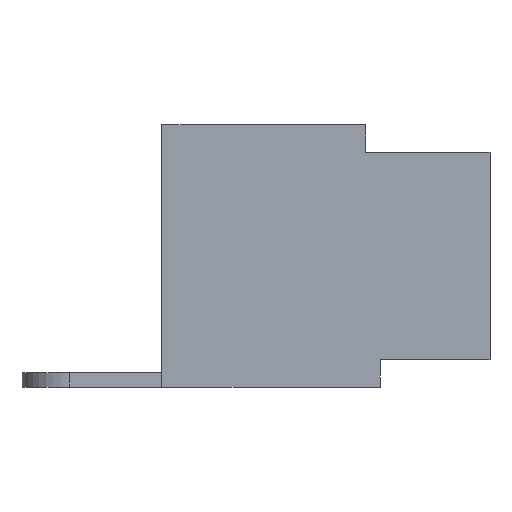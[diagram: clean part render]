
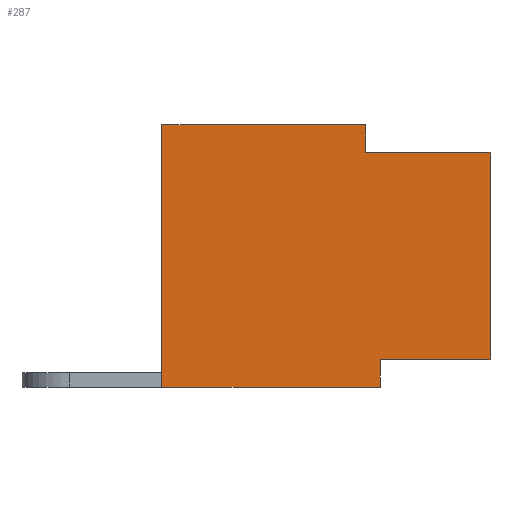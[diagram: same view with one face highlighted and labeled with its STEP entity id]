
A CAD part, front view. The second image highlights one B-rep face of the part: STEP entity #287.
In plain terms, the highlighted planar face has unit normal (0, -1, 0).
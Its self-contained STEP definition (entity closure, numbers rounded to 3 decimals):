
#253 = VERTEX_POINT('',#254);
#254 = CARTESIAN_POINT('',(19.3,-13.,0.));
#260 = EDGE_CURVE('',#253,#261,#263,.T.);
#261 = VERTEX_POINT('',#262);
#262 = CARTESIAN_POINT('',(19.3,-13.,54.9));
#263 = LINE('',#264,#265);
#264 = CARTESIAN_POINT('',(19.3,-13.,0.));
#265 = VECTOR('',#266,1.);
#266 = DIRECTION('',(0.,0.,1.));
#287 = ADVANCED_FACE('',(#288),#345,.T.);
#288 = FACE_BOUND('',#289,.T.);
#289 = EDGE_LOOP('',(#290,#298,#306,#314,#322,#330,#338,#344));
#290 = ORIENTED_EDGE('',*,*,#291,.T.);
#291 = EDGE_CURVE('',#253,#292,#294,.T.);
#292 = VERTEX_POINT('',#293);
#293 = CARTESIAN_POINT('',(65.,-13.,0.));
#294 = LINE('',#295,#296);
#295 = CARTESIAN_POINT('',(0.,-13.,0.));
#296 = VECTOR('',#297,1.);
#297 = DIRECTION('',(1.,0.,0.));
#298 = ORIENTED_EDGE('',*,*,#299,.T.);
#299 = EDGE_CURVE('',#292,#300,#302,.T.);
#300 = VERTEX_POINT('',#301);
#301 = CARTESIAN_POINT('',(65.,-13.,5.7));
#302 = LINE('',#303,#304);
#303 = CARTESIAN_POINT('',(65.,-13.,0.));
#304 = VECTOR('',#305,1.);
#305 = DIRECTION('',(0.,0.,1.));
#306 = ORIENTED_EDGE('',*,*,#307,.F.);
#307 = EDGE_CURVE('',#308,#300,#310,.T.);
#308 = VERTEX_POINT('',#309);
#309 = CARTESIAN_POINT('',(88.,-13.,5.7));
#310 = LINE('',#311,#312);
#311 = CARTESIAN_POINT('',(88.,-13.,5.7));
#312 = VECTOR('',#313,1.);
#313 = DIRECTION('',(-1.,0.,0.));
#314 = ORIENTED_EDGE('',*,*,#315,.F.);
#315 = EDGE_CURVE('',#316,#308,#318,.T.);
#316 = VERTEX_POINT('',#317);
#317 = CARTESIAN_POINT('',(88.,-13.,49.2));
#318 = LINE('',#319,#320);
#319 = CARTESIAN_POINT('',(88.,-13.,49.2));
#320 = VECTOR('',#321,1.);
#321 = DIRECTION('',(0.,0.,-1.));
#322 = ORIENTED_EDGE('',*,*,#323,.F.);
#323 = EDGE_CURVE('',#324,#316,#326,.T.);
#324 = VERTEX_POINT('',#325);
#325 = CARTESIAN_POINT('',(62.,-13.,49.2));
#326 = LINE('',#327,#328);
#327 = CARTESIAN_POINT('',(62.,-13.,49.2));
#328 = VECTOR('',#329,1.);
#329 = DIRECTION('',(1.,0.,0.));
#330 = ORIENTED_EDGE('',*,*,#331,.F.);
#331 = EDGE_CURVE('',#332,#324,#334,.T.);
#332 = VERTEX_POINT('',#333);
#333 = CARTESIAN_POINT('',(62.,-13.,54.9));
#334 = LINE('',#335,#336);
#335 = CARTESIAN_POINT('',(62.,-13.,54.9));
#336 = VECTOR('',#337,1.);
#337 = DIRECTION('',(0.,0.,-1.));
#338 = ORIENTED_EDGE('',*,*,#339,.F.);
#339 = EDGE_CURVE('',#261,#332,#340,.T.);
#340 = LINE('',#341,#342);
#341 = CARTESIAN_POINT('',(19.3,-13.,54.9));
#342 = VECTOR('',#343,1.);
#343 = DIRECTION('',(1.,0.,0.));
#344 = ORIENTED_EDGE('',*,*,#260,.F.);
#345 = PLANE('',#346);
#346 = AXIS2_PLACEMENT_3D('',#347,#348,#349);
#347 = CARTESIAN_POINT('',(52.52,-13.,27.381));
#348 = DIRECTION('',(-0.,-1.,-0.));
#349 = DIRECTION('',(0.,0.,-1.));
